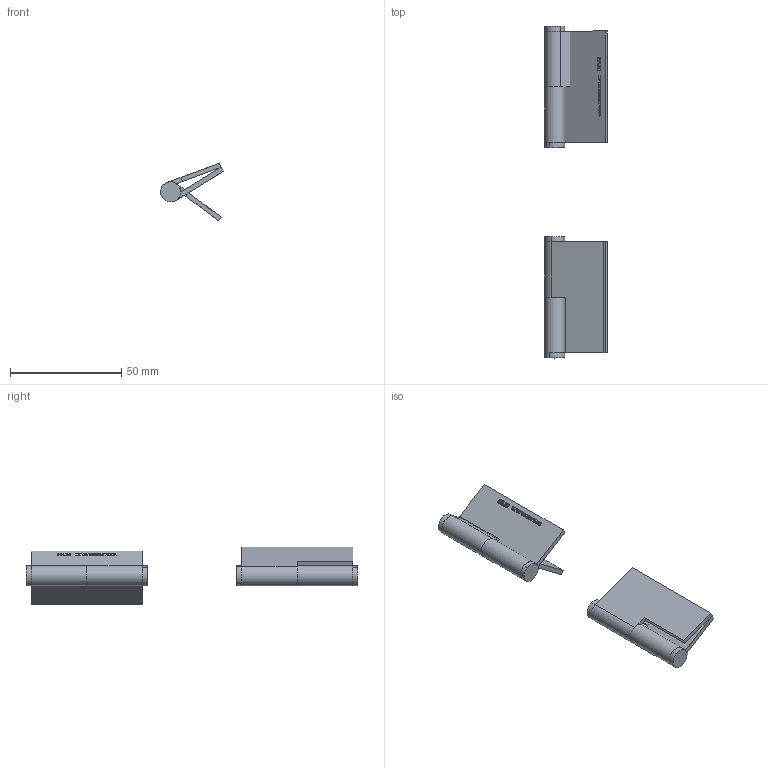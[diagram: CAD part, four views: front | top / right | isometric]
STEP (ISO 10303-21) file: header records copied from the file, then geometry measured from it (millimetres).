
FILE_DESCRIPTION (( 'STEP AP214' ), '1' );
FILE_NAME ('02155-Lift Off Hinge Right Hand Stainless Steel 48mm.STEP', '2018-07-26T02:06:20', ( '' ), ( '' ), 'SwSTEP 2.0', 'SolidWorks 2018', '' );
FILE_SCHEMA (( 'AUTOMOTIVE_DESIGN' ));
Length unit declared in the file: millimetre
Products named in the file (7): 2155 hole; 2155 pin; 02155-Lift Off Hinge Right Hand Stainless Steel 48mm
Assembly tree (4 placements, depth 2):
  2155 hole
  2155 pin
  02155-Lift Off Hinge Right Hand Stainless Steel 48mm
    2155 hole  x2
    2155 pin  x2
  2155 hole
  2155 pin
Bounding box: 28.15 x 149 x 25.89 mm (x, y, z)
Volume: 14502.3 mm3; surface area: 14472.5 mm2
Topology: 6 solids, 6 shells, 642 faces, 1718 edges, 1142 vertices
Faces by surface type: plane 402, bspline 218, cylinder 18, cone 4
Entity records: 16217 total; most frequent: CARTESIAN_POINT 8740, ORIENTED_EDGE 1718, DIRECTION 1104, EDGE_CURVE 859, VECTOR 618, LINE 618, VERTEX_POINT 571, EDGE_LOOP 348
